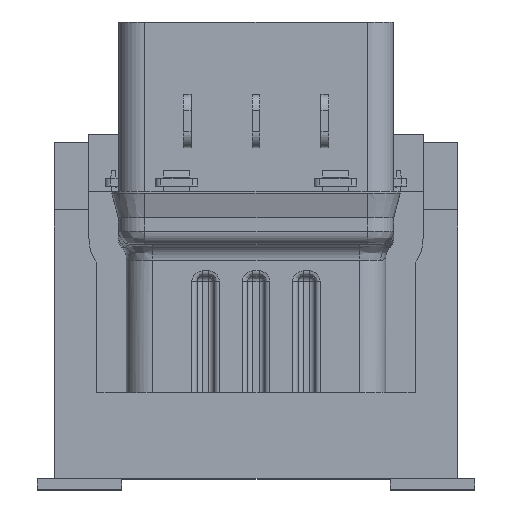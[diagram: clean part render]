
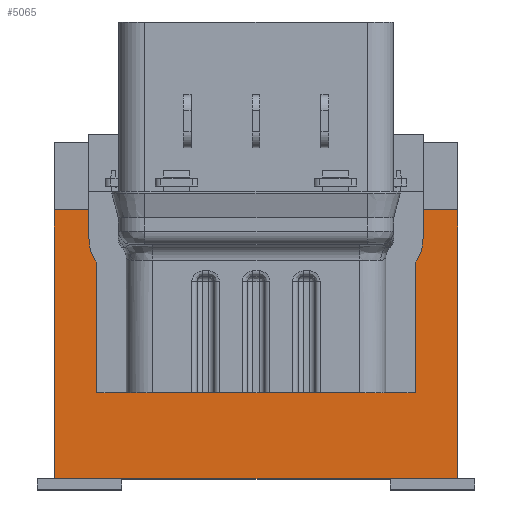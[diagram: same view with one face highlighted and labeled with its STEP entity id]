
A CAD part, top view. The second image highlights one B-rep face of the part: STEP entity #5065.
In plain terms, the highlighted planar face has unit normal (0, 0, 1).
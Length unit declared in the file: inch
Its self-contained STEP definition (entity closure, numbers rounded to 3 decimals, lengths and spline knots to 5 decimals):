
#970 = DIRECTION ( 'NONE',  ( 1., 0., 0. ) ) ;
#978 = DIRECTION ( 'NONE',  ( 1., 0., 0. ) ) ;
#1140 = ORIENTED_EDGE ( 'NONE', *, *, #10071, .F. ) ;
#1389 = VERTEX_POINT ( 'NONE', #13054 ) ;
#1532 = CARTESIAN_POINT ( 'NONE',  ( 1.5, 0.75, 0.68898 ) ) ;
#1569 = VERTEX_POINT ( 'NONE', #4844 ) ;
#1624 = VECTOR ( 'NONE', #13790, 39.37008 ) ;
#1874 = VECTOR ( 'NONE', #978, 39.37008 ) ;
#2074 = EDGE_CURVE ( 'NONE', #3299, #1569, #15535, .T. ) ;
#2166 = CARTESIAN_POINT ( 'NONE',  ( -1.5, 0.75, 0.68898 ) ) ;
#2386 = VERTEX_POINT ( 'NONE', #9591 ) ;
#3011 = VERTEX_POINT ( 'NONE', #12451 ) ;
#3299 = VERTEX_POINT ( 'NONE', #6520 ) ;
#4015 = DIRECTION ( 'NONE',  ( -1., 0., 0. ) ) ;
#4101 = DIRECTION ( 'NONE',  ( 1., 0., 0. ) ) ;
#4580 = ORIENTED_EDGE ( 'NONE', *, *, #5741, .T. ) ;
#4844 = CARTESIAN_POINT ( 'NONE',  ( 1.5, 0.75, 0.68898 ) ) ;
#5023 = ORIENTED_EDGE ( 'NONE', *, *, #15794, .T. ) ;
#5065 = ADVANCED_FACE ( 'NONE', ( #7861 ), #6425, .F. ) ;
#5741 = EDGE_CURVE ( 'NONE', #3011, #1389, #15631, .T. ) ;
#6016 = EDGE_CURVE ( 'NONE', #2386, #6751, #11335, .T. ) ;
#6425 = PLANE ( 'NONE',  #10917 ) ;
#6520 = CARTESIAN_POINT ( 'NONE',  ( -1.5, 0.75, 0.68898 ) ) ;
#6751 = VERTEX_POINT ( 'NONE', #15398 ) ;
#7118 = CARTESIAN_POINT ( 'NONE',  ( 1.5, 0.75, 0.68898 ) ) ;
#7400 = LINE ( 'NONE', #7118, #11084 ) ;
#7861 = FACE_OUTER_BOUND ( 'NONE', #8260, .T. ) ;
#8260 = EDGE_LOOP ( 'NONE', ( #4580, #13859, #8444, #1140, #10820, #5023 ) ) ;
#8374 = CARTESIAN_POINT ( 'NONE',  ( 1.5, -1.25, 0.68898 ) ) ;
#8444 = ORIENTED_EDGE ( 'NONE', *, *, #6016, .T. ) ;
#9042 = VECTOR ( 'NONE', #14217, 39.37008 ) ;
#9304 = CARTESIAN_POINT ( 'NONE',  ( 1.5, -1.25, 0.68898 ) ) ;
#9591 = CARTESIAN_POINT ( 'NONE',  ( 1., -1.25, 0.68898 ) ) ;
#10071 = EDGE_CURVE ( 'NONE', #1569, #6751, #7400, .T. ) ;
#10169 = VECTOR ( 'NONE', #970, 39.37008 ) ;
#10820 = ORIENTED_EDGE ( 'NONE', *, *, #2074, .F. ) ;
#10917 = AXIS2_PLACEMENT_3D ( 'NONE', #1532, #11419, #4015 ) ;
#11084 = VECTOR ( 'NONE', #15787, 39.37008 ) ;
#11086 = LINE ( 'NONE', #2166, #1624 ) ;
#11335 = LINE ( 'NONE', #8374, #1874 ) ;
#11419 = DIRECTION ( 'NONE',  ( 0., 0., -1. ) ) ;
#12220 = VECTOR ( 'NONE', #4101, 39.37008 ) ;
#12451 = CARTESIAN_POINT ( 'NONE',  ( -1.5, -1.25, 0.68898 ) ) ;
#12737 = CARTESIAN_POINT ( 'NONE',  ( 1.5, 0.75, 0.68898 ) ) ;
#13054 = CARTESIAN_POINT ( 'NONE',  ( -1., -1.25, 0.68898 ) ) ;
#13069 = LINE ( 'NONE', #15788, #10169 ) ;
#13790 = DIRECTION ( 'NONE',  ( 0., -1., 0. ) ) ;
#13859 = ORIENTED_EDGE ( 'NONE', *, *, #14197, .T. ) ;
#14197 = EDGE_CURVE ( 'NONE', #1389, #2386, #13069, .T. ) ;
#14217 = DIRECTION ( 'NONE',  ( 1., 0., 0. ) ) ;
#15398 = CARTESIAN_POINT ( 'NONE',  ( 1.5, -1.25, 0.68898 ) ) ;
#15535 = LINE ( 'NONE', #12737, #12220 ) ;
#15631 = LINE ( 'NONE', #9304, #9042 ) ;
#15787 = DIRECTION ( 'NONE',  ( 0., -1., 0. ) ) ;
#15788 = CARTESIAN_POINT ( 'NONE',  ( 1.5, -1.25, 0.68898 ) ) ;
#15794 = EDGE_CURVE ( 'NONE', #3299, #3011, #11086, .T. ) ;
